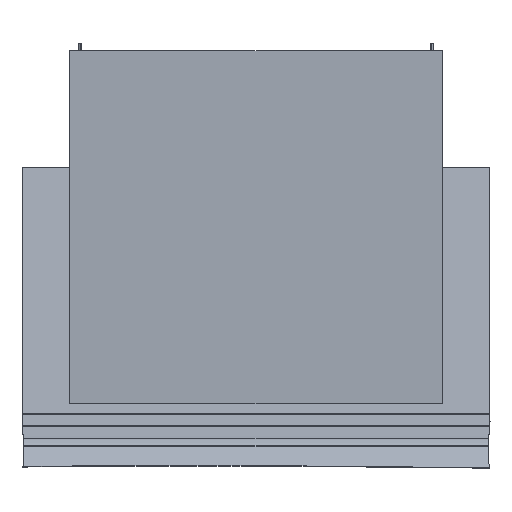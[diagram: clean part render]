
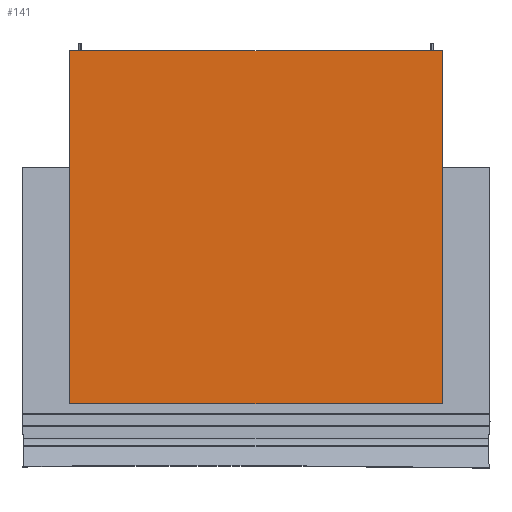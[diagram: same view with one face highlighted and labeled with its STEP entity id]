
A CAD part, top view. The second image highlights one B-rep face of the part: STEP entity #141.
In plain terms, the highlighted planar face has unit normal (0, 0, 1).
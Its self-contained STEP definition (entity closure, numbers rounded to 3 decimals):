
#61 = EDGE_CURVE ( 'NONE', #78, #85, #742, .T. ) ;
#66 = EDGE_CURVE ( 'NONE', #190, #67, #792, .T. ) ;
#67 = VERTEX_POINT ( 'NONE', #788 ) ;
#78 = VERTEX_POINT ( 'NONE', #771 ) ;
#85 = VERTEX_POINT ( 'NONE', #810 ) ;
#139 = EDGE_CURVE ( 'NONE', #78, #67, #867, .T. ) ;
#141 = ADVANCED_FACE ( 'NONE', ( #922 ), #920, .F. ) ;
#142 = EDGE_LOOP ( 'NONE', ( #143, #144, #145, #146 ) ) ;
#143 = ORIENTED_EDGE ( 'NONE', *, *, #139, .T. ) ;
#144 = ORIENTED_EDGE ( 'NONE', *, *, #66, .F. ) ;
#145 = ORIENTED_EDGE ( 'NONE', *, *, #150, .F. ) ;
#146 = ORIENTED_EDGE ( 'NONE', *, *, #61, .F. ) ;
#150 = EDGE_CURVE ( 'NONE', #85, #190, #912, .T. ) ;
#190 = VERTEX_POINT ( 'NONE', #1020 ) ;
#739 = DIRECTION ( 'NONE',  ( 1., 0., 0. ) ) ;
#740 = VECTOR ( 'NONE', #739, 1000. ) ;
#741 = CARTESIAN_POINT ( 'NONE',  ( 392.5, 290., 785. ) ) ;
#742 = LINE ( 'NONE', #741, #740 ) ;
#771 = CARTESIAN_POINT ( 'NONE',  ( -392.5, 290., 785. ) ) ;
#788 = CARTESIAN_POINT ( 'NONE',  ( -392.5, -453.22, 785. ) ) ;
#789 = DIRECTION ( 'NONE',  ( -1., 0., 0. ) ) ;
#790 = VECTOR ( 'NONE', #789, 1000. ) ;
#791 = CARTESIAN_POINT ( 'NONE',  ( 392.5, -453.22, 785. ) ) ;
#792 = LINE ( 'NONE', #791, #790 ) ;
#810 = CARTESIAN_POINT ( 'NONE',  ( 392.5, 290., 785. ) ) ;
#867 = LINE ( 'NONE', #925, #924 ) ;
#907 = DIRECTION ( 'NONE',  ( 0., -1., 0. ) ) ;
#908 = VECTOR ( 'NONE', #907, 1000. ) ;
#909 = CARTESIAN_POINT ( 'NONE',  ( 392.5, 290., 785. ) ) ;
#912 = LINE ( 'NONE', #909, #908 ) ;
#916 = DIRECTION ( 'NONE',  ( -1., 0., 0. ) ) ;
#917 = DIRECTION ( 'NONE',  ( 0., 0., -1. ) ) ;
#918 = CARTESIAN_POINT ( 'NONE',  ( 392.5, 290., 785. ) ) ;
#919 = AXIS2_PLACEMENT_3D ( 'NONE', #918, #917, #916 ) ;
#920 = PLANE ( 'NONE',  #919 ) ;
#922 = FACE_OUTER_BOUND ( 'NONE', #142, .T. ) ;
#923 = DIRECTION ( 'NONE',  ( 0., -1., 0. ) ) ;
#924 = VECTOR ( 'NONE', #923, 1000. ) ;
#925 = CARTESIAN_POINT ( 'NONE',  ( -392.5, 290., 785. ) ) ;
#1020 = CARTESIAN_POINT ( 'NONE',  ( 392.5, -453.22, 785. ) ) ;
